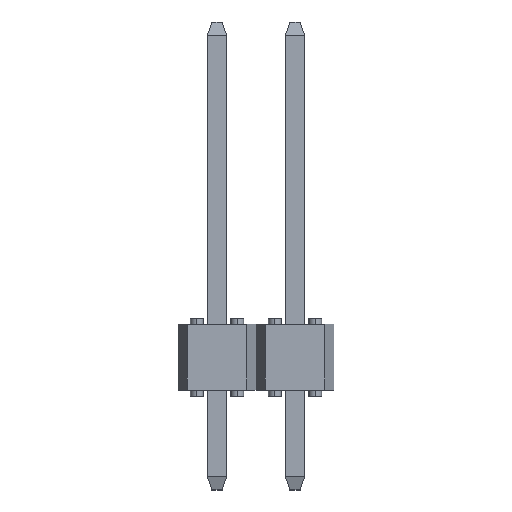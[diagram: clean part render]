
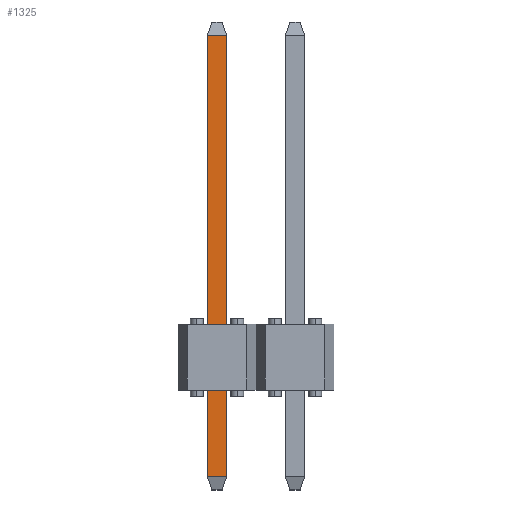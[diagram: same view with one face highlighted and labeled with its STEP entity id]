
A CAD part, top view. The second image highlights one B-rep face of the part: STEP entity #1325.
In plain terms, the highlighted planar face has unit normal (0, 0, 1).
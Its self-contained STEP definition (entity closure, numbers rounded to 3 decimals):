
#83 = AXIS2_PLACEMENT_3D ( 'NONE', #1370, #338, #1852 ) ;
#99 = CARTESIAN_POINT ( 'NONE',  ( -1.59, -2.624, 0.32 ) ) ;
#152 = LINE ( 'NONE', #736, #870 ) ;
#295 = ORIENTED_EDGE ( 'NONE', *, *, #1316, .F. ) ;
#338 = DIRECTION ( 'NONE',  ( 0., 0., -1. ) ) ;
#345 = DIRECTION ( 'NONE',  ( 1., 0., 0. ) ) ;
#350 = CARTESIAN_POINT ( 'NONE',  ( -1.59, 12.19, 0.32 ) ) ;
#373 = CARTESIAN_POINT ( 'NONE',  ( -1.59, 11.764, 0.32 ) ) ;
#433 = LINE ( 'NONE', #917, #1549 ) ;
#484 = PLANE ( 'NONE',  #83 ) ;
#502 = DIRECTION ( 'NONE',  ( 0., -1., 0. ) ) ;
#537 = CARTESIAN_POINT ( 'NONE',  ( -1.59, -2.624, 0.32 ) ) ;
#553 = EDGE_CURVE ( 'NONE', #1790, #768, #1384, .T. ) ;
#589 = DIRECTION ( 'NONE',  ( 0., -1., 0. ) ) ;
#600 = ORIENTED_EDGE ( 'NONE', *, *, #1438, .T. ) ;
#736 = CARTESIAN_POINT ( 'NONE',  ( -0.95, 12.19, 0.32 ) ) ;
#757 = FACE_OUTER_BOUND ( 'NONE', #1471, .T. ) ;
#768 = VERTEX_POINT ( 'NONE', #537 ) ;
#870 = VECTOR ( 'NONE', #589, 1000. ) ;
#903 = VECTOR ( 'NONE', #502, 1000. ) ;
#910 = LINE ( 'NONE', #99, #972 ) ;
#917 = CARTESIAN_POINT ( 'NONE',  ( -1.59, 11.764, 0.32 ) ) ;
#972 = VECTOR ( 'NONE', #345, 1000. ) ;
#1007 = CARTESIAN_POINT ( 'NONE',  ( -0.95, 11.764, 0.32 ) ) ;
#1064 = ORIENTED_EDGE ( 'NONE', *, *, #1680, .F. ) ;
#1222 = VERTEX_POINT ( 'NONE', #1007 ) ;
#1316 = EDGE_CURVE ( 'NONE', #1222, #1639, #152, .T. ) ;
#1325 = ADVANCED_FACE ( 'NONE', ( #757 ), #484, .F. ) ;
#1370 = CARTESIAN_POINT ( 'NONE',  ( -1.59, 12.19, 0.32 ) ) ;
#1384 = LINE ( 'NONE', #350, #903 ) ;
#1438 = EDGE_CURVE ( 'NONE', #768, #1639, #910, .T. ) ;
#1471 = EDGE_LOOP ( 'NONE', ( #600, #295, #1064, #1724 ) ) ;
#1549 = VECTOR ( 'NONE', #1776, 1000. ) ;
#1639 = VERTEX_POINT ( 'NONE', #1784 ) ;
#1680 = EDGE_CURVE ( 'NONE', #1790, #1222, #433, .T. ) ;
#1724 = ORIENTED_EDGE ( 'NONE', *, *, #553, .T. ) ;
#1776 = DIRECTION ( 'NONE',  ( 1., 0., 0. ) ) ;
#1784 = CARTESIAN_POINT ( 'NONE',  ( -0.95, -2.624, 0.32 ) ) ;
#1790 = VERTEX_POINT ( 'NONE', #373 ) ;
#1852 = DIRECTION ( 'NONE',  ( -1., 0., 0. ) ) ;
